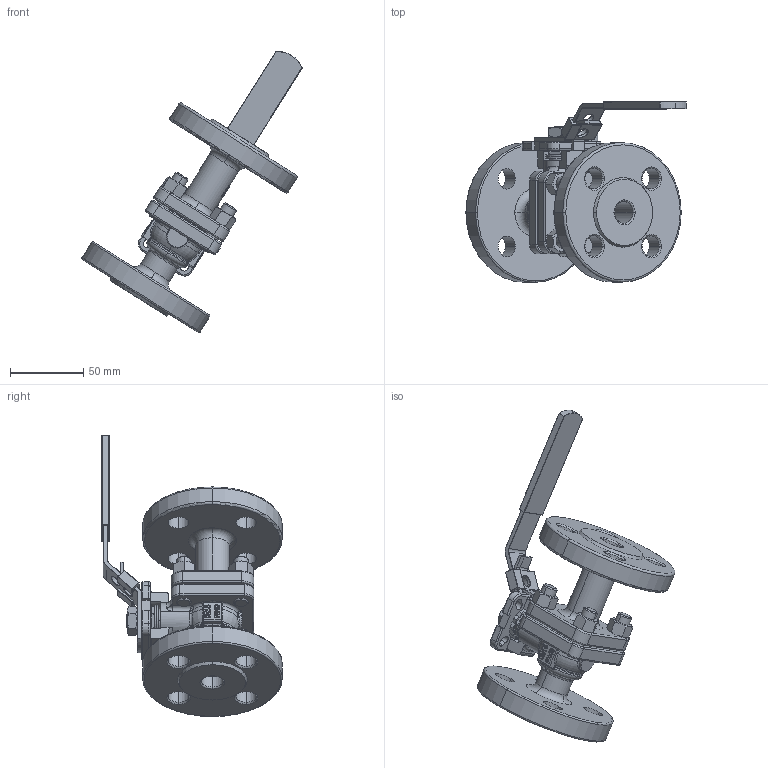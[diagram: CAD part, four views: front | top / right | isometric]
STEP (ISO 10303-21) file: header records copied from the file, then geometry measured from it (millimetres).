
FILE_DESCRIPTION (( 'STEP AP214' ), '1' );
FILE_NAME ('KH155-F1-Kugelhahn-DN32-PN40-Handhebel-Fergo.STEP', '2022-09-30T08:20:29', ( '' ), ( '' ), 'SwSTEP 2.0', 'SolidWorks 2022', '' );
FILE_SCHEMA (( 'AUTOMOTIVE_DESIGN' ));
Length unit declared in the file: millimetre
Products named in the file (1): KH155-F1-Kugelhahn-DN32-PN40-Handhebel-Fergo
Bounding box: 149.92 x 122.8 x 191.34 mm (x, y, z)
Volume: 320786.5 mm3; surface area: 98894.8 mm2
Topology: 24 solids, 24 shells, 1421 faces, 3502 edges, 2179 vertices
Faces by surface type: plane 642, cylinder 278, cone 195, bspline 163, torus 123, sphere 20
Entity records: 60022 total; most frequent: CARTESIAN_POINT 27754, ORIENTED_EDGE 6968, DIRECTION 6069, EDGE_CURVE 3484, AXIS2_PLACEMENT_3D 2233, VERTEX_POINT 2177, LINE 1603, VECTOR 1603
